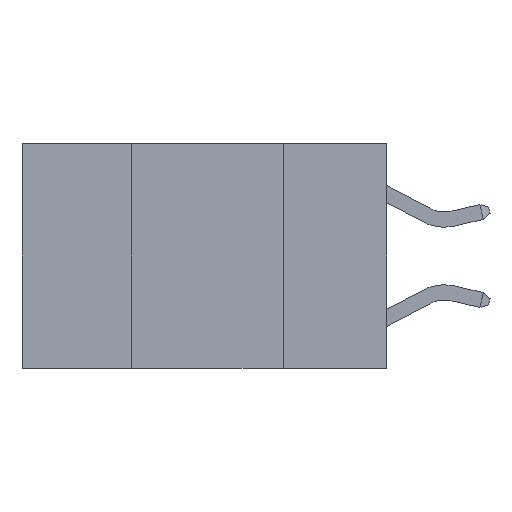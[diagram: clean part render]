
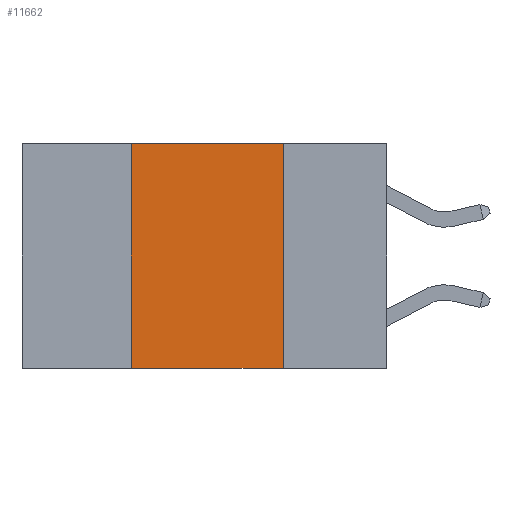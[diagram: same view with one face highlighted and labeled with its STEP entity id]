
A CAD part, left-side view. The second image highlights one B-rep face of the part: STEP entity #11662.
In plain terms, the highlighted planar face has unit normal (-1, 0, 0).
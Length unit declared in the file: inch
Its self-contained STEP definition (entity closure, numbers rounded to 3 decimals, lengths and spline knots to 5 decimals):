
#168 = CARTESIAN_POINT ( 'NONE',  ( 0., 0.42, 0. ) ) ;
#1126 = ORIENTED_EDGE ( 'NONE', *, *, #8540, .F. ) ;
#1705 = CARTESIAN_POINT ( 'NONE',  ( 0., 0.6, -0.37 ) ) ;
#2766 = FACE_OUTER_BOUND ( 'NONE', #14528, .T. ) ;
#3003 = EDGE_CURVE ( 'NONE', #8218, #6193, #13804, .T. ) ;
#3321 = CARTESIAN_POINT ( 'NONE',  ( 0., 0.17, 0. ) ) ;
#3654 = CARTESIAN_POINT ( 'NONE',  ( 0., 0.6, 0. ) ) ;
#3799 = LINE ( 'NONE', #3654, #5231 ) ;
#4713 = ORIENTED_EDGE ( 'NONE', *, *, #9815, .T. ) ;
#5213 = DIRECTION ( 'NONE',  ( 0., 0., -1. ) ) ;
#5231 = VECTOR ( 'NONE', #6057, 39.37008 ) ;
#5371 = CARTESIAN_POINT ( 'NONE',  ( 0., 0.42, 0. ) ) ;
#5898 = VECTOR ( 'NONE', #8826, 39.37008 ) ;
#6057 = DIRECTION ( 'NONE',  ( 0., -1., 0. ) ) ;
#6193 = VERTEX_POINT ( 'NONE', #168 ) ;
#6652 = CARTESIAN_POINT ( 'NONE',  ( 0., 0.17, -0.37 ) ) ;
#7464 = AXIS2_PLACEMENT_3D ( 'NONE', #11308, #13889, #5213 ) ;
#7655 = PLANE ( 'NONE',  #7464 ) ;
#8218 = VERTEX_POINT ( 'NONE', #8491 ) ;
#8491 = CARTESIAN_POINT ( 'NONE',  ( 0., 0.42, -0.37 ) ) ;
#8540 = EDGE_CURVE ( 'NONE', #13080, #11120, #14271, .T. ) ;
#8726 = VECTOR ( 'NONE', #15609, 39.37008 ) ;
#8763 = ORIENTED_EDGE ( 'NONE', *, *, #15720, .F. ) ;
#8826 = DIRECTION ( 'NONE',  ( 0., -1., 0. ) ) ;
#8952 = CARTESIAN_POINT ( 'NONE',  ( 0., 0.17, 0. ) ) ;
#9806 = VECTOR ( 'NONE', #10114, 39.37008 ) ;
#9815 = EDGE_CURVE ( 'NONE', #8218, #11120, #13779, .T. ) ;
#10114 = DIRECTION ( 'NONE',  ( 0., 0., 1. ) ) ;
#11120 = VERTEX_POINT ( 'NONE', #6652 ) ;
#11308 = CARTESIAN_POINT ( 'NONE',  ( 0., 0.6, 0. ) ) ;
#11662 = ADVANCED_FACE ( 'NONE', ( #2766 ), #7655, .F. ) ;
#13080 = VERTEX_POINT ( 'NONE', #8952 ) ;
#13779 = LINE ( 'NONE', #1705, #5898 ) ;
#13804 = LINE ( 'NONE', #5371, #9806 ) ;
#13889 = DIRECTION ( 'NONE',  ( 1., 0., 0. ) ) ;
#14071 = ORIENTED_EDGE ( 'NONE', *, *, #3003, .F. ) ;
#14271 = LINE ( 'NONE', #3321, #8726 ) ;
#14528 = EDGE_LOOP ( 'NONE', ( #1126, #8763, #14071, #4713 ) ) ;
#15609 = DIRECTION ( 'NONE',  ( 0., 0., -1. ) ) ;
#15720 = EDGE_CURVE ( 'NONE', #6193, #13080, #3799, .T. ) ;
